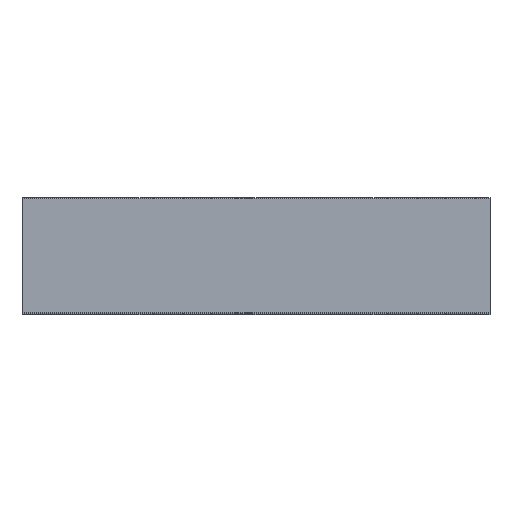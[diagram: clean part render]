
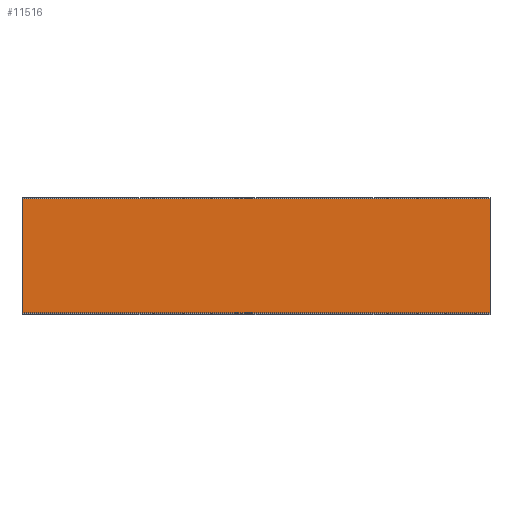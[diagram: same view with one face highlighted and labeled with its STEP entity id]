
A CAD part, top view. The second image highlights one B-rep face of the part: STEP entity #11516.
In plain terms, the highlighted face is planar.
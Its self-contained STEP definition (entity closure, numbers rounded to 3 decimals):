
#11048=DIRECTION('',(1.,0.,0.));
#11049=VECTOR('',#11048,24.4);
#11050=CARTESIAN_POINT('',(-12.2,1.4,50.));
#11051=LINE('',#11050,#11049);
#11124=DIRECTION('',(1.,0.,0.));
#11125=VECTOR('',#11124,24.4);
#11126=CARTESIAN_POINT('',(-12.2,1.4,-50.));
#11127=LINE('',#11126,#11125);
#11128=DIRECTION('',(0.,0.,1.));
#11129=VECTOR('',#11128,100.);
#11130=CARTESIAN_POINT('',(12.2,1.4,-50.));
#11131=LINE('',#11130,#11129);
#11136=DIRECTION('',(0.,0.,1.));
#11137=VECTOR('',#11136,100.);
#11138=CARTESIAN_POINT('',(-12.2,1.4,-50.));
#11139=LINE('',#11138,#11137);
#11258=CARTESIAN_POINT('',(12.2,1.4,-50.));
#11259=CARTESIAN_POINT('',(12.2,1.4,50.));
#11260=VERTEX_POINT('',#11258);
#11261=VERTEX_POINT('',#11259);
#11262=CARTESIAN_POINT('',(-12.2,1.4,-50.));
#11263=CARTESIAN_POINT('',(-12.2,1.4,50.));
#11264=VERTEX_POINT('',#11262);
#11265=VERTEX_POINT('',#11263);
#11504=CARTESIAN_POINT('',(-10.7,1.4,-50.));
#11505=DIRECTION('',(0.,1.,0.));
#11506=DIRECTION('',(-1.,0.,0.));
#11507=AXIS2_PLACEMENT_3D('',#11504,#11505,#11506);
#11508=PLANE('',#11507);
#11509=ORIENTED_EDGE('',*,*,#11381,.F.);
#11511=ORIENTED_EDGE('',*,*,#11510,.F.);
#11512=ORIENTED_EDGE('',*,*,#11313,.T.);
#11513=ORIENTED_EDGE('',*,*,#11499,.T.);
#11514=EDGE_LOOP('',(#11509,#11511,#11512,#11513));
#11515=FACE_OUTER_BOUND('',#11514,.F.);
#11313=EDGE_CURVE('',#11264,#11260,#11127,.T.);
#11381=EDGE_CURVE('',#11265,#11261,#11051,.T.);
#11499=EDGE_CURVE('',#11260,#11261,#11131,.T.);
#11510=EDGE_CURVE('',#11264,#11265,#11139,.T.);
#11516=ADVANCED_FACE('',(#11515),#11508,.T.);
